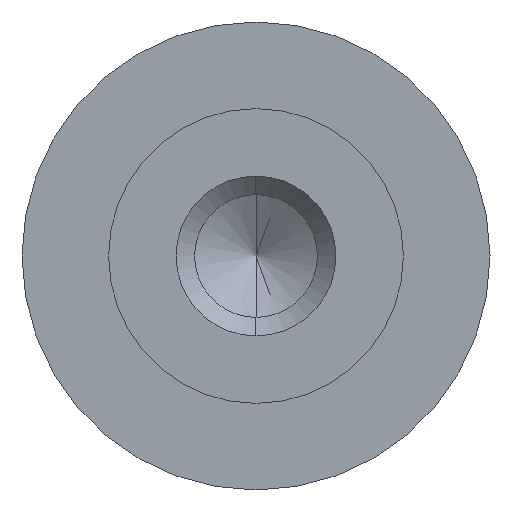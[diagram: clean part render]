
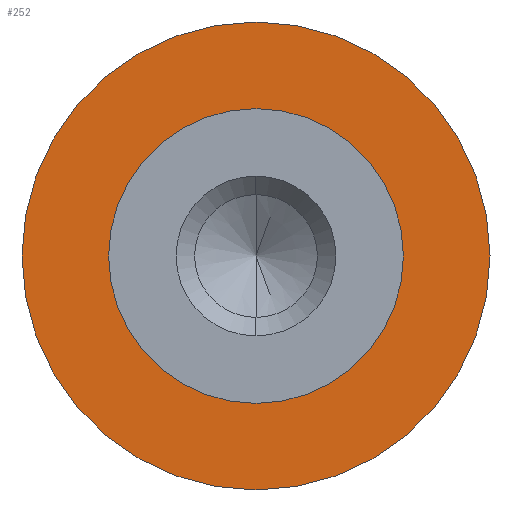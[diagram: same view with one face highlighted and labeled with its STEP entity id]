
A CAD part, left-side view. The second image highlights one B-rep face of the part: STEP entity #252.
In plain terms, the highlighted planar face has unit normal (-1, 0, 0).
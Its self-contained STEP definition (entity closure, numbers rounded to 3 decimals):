
#1 = DIRECTION ( 'NONE',  ( 0., -1., 0. ) ) ;
#30 = CARTESIAN_POINT ( 'NONE',  ( 0., 9.525, 0. ) ) ;
#60 = CARTESIAN_POINT ( 'NONE',  ( 0., 0., 0. ) ) ;
#85 = DIRECTION ( 'NONE',  ( 1., 0., 0. ) ) ;
#100 = DIRECTION ( 'NONE',  ( 0., -1., 0. ) ) ;
#102 = DIRECTION ( 'NONE',  ( 0., -1., 0. ) ) ;
#145 = FACE_BOUND ( 'NONE', #629, .T. ) ;
#204 = CIRCLE ( 'NONE', #546, 9.525 ) ;
#212 = EDGE_CURVE ( 'NONE', #423, #394, #204, .T. ) ;
#229 = EDGE_LOOP ( 'NONE', ( #476, #726 ) ) ;
#252 = ADVANCED_FACE ( 'NONE', ( #387, #145 ), #725, .T. ) ;
#261 = CIRCLE ( 'NONE', #445, 9.525 ) ;
#272 = CARTESIAN_POINT ( 'NONE',  ( 0., 0., 0. ) ) ;
#293 = CARTESIAN_POINT ( 'NONE',  ( 0., 6., 0. ) ) ;
#369 = CARTESIAN_POINT ( 'NONE',  ( 0., 0., 0. ) ) ;
#374 = CIRCLE ( 'NONE', #505, 6. ) ;
#387 = FACE_OUTER_BOUND ( 'NONE', #229, .T. ) ;
#394 = VERTEX_POINT ( 'NONE', #521 ) ;
#395 = CARTESIAN_POINT ( 'NONE',  ( 0., -9.525, 0. ) ) ;
#423 = VERTEX_POINT ( 'NONE', #395 ) ;
#437 = EDGE_CURVE ( 'NONE', #449, #600, #453, .T. ) ;
#445 = AXIS2_PLACEMENT_3D ( 'NONE', #369, #606, #674 ) ;
#449 = VERTEX_POINT ( 'NONE', #458 ) ;
#453 = CIRCLE ( 'NONE', #587, 6. ) ;
#458 = CARTESIAN_POINT ( 'NONE',  ( 0., -6., 0. ) ) ;
#463 = ORIENTED_EDGE ( 'NONE', *, *, #746, .F. ) ;
#476 = ORIENTED_EDGE ( 'NONE', *, *, #696, .F. ) ;
#503 = DIRECTION ( 'NONE',  ( -1., 0., 0. ) ) ;
#505 = AXIS2_PLACEMENT_3D ( 'NONE', #272, #692, #1 ) ;
#521 = CARTESIAN_POINT ( 'NONE',  ( 0., 9.525, 0. ) ) ;
#533 = AXIS2_PLACEMENT_3D ( 'NONE', #30, #503, #100 ) ;
#545 = CARTESIAN_POINT ( 'NONE',  ( 0., 0., 0. ) ) ;
#546 = AXIS2_PLACEMENT_3D ( 'NONE', #545, #85, #607 ) ;
#587 = AXIS2_PLACEMENT_3D ( 'NONE', #60, #628, #102 ) ;
#600 = VERTEX_POINT ( 'NONE', #293 ) ;
#603 = ORIENTED_EDGE ( 'NONE', *, *, #437, .F. ) ;
#606 = DIRECTION ( 'NONE',  ( 1., 0., 0. ) ) ;
#607 = DIRECTION ( 'NONE',  ( 0., 1., 0. ) ) ;
#628 = DIRECTION ( 'NONE',  ( -1., 0., 0. ) ) ;
#629 = EDGE_LOOP ( 'NONE', ( #463, #603 ) ) ;
#674 = DIRECTION ( 'NONE',  ( 0., 1., 0. ) ) ;
#692 = DIRECTION ( 'NONE',  ( -1., 0., 0. ) ) ;
#696 = EDGE_CURVE ( 'NONE', #394, #423, #261, .T. ) ;
#725 = PLANE ( 'NONE',  #533 ) ;
#726 = ORIENTED_EDGE ( 'NONE', *, *, #212, .F. ) ;
#746 = EDGE_CURVE ( 'NONE', #600, #449, #374, .T. ) ;
